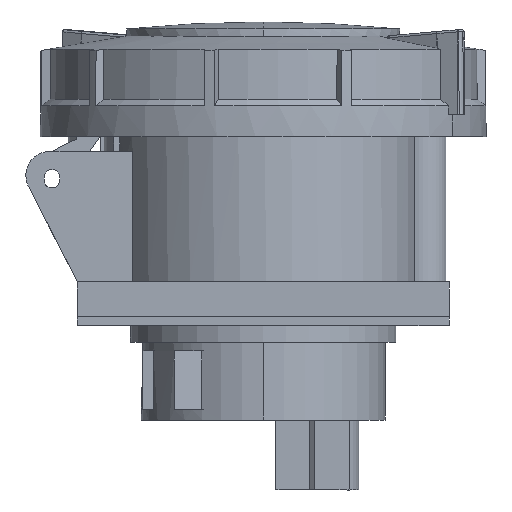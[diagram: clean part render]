
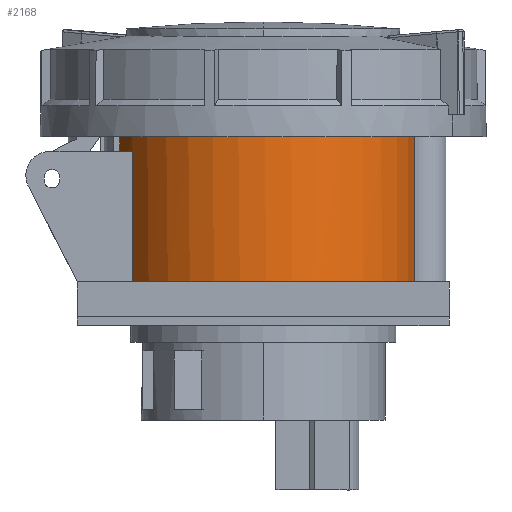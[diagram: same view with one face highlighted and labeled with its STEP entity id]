
A CAD part, left-side view. The second image highlights one B-rep face of the part: STEP entity #2168.
In plain terms, the highlighted cylindrical face has radius 35.1 mm (diameter 70.2 mm), a partial arc.
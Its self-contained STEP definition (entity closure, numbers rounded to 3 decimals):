
#961 = CARTESIAN_POINT ( 'NONE',  ( 0., 0., 33.7 ) ) ;
#999 = AXIS2_PLACEMENT_3D ( 'NONE', #7472, #18504, #1497 ) ;
#1129 = EDGE_CURVE ( 'NONE', #7502, #13070, #17364, .T. ) ;
#1294 = CYLINDRICAL_SURFACE ( 'NONE', #999, 35.1 ) ;
#1298 = CARTESIAN_POINT ( 'NONE',  ( 0., 0., 30.3 ) ) ;
#1497 = DIRECTION ( 'NONE',  ( 0., 1., 0. ) ) ;
#2147 = VERTEX_POINT ( 'NONE', #20357 ) ;
#2168 = ADVANCED_FACE ( 'NONE', ( #3033 ), #1294, .T. ) ;
#2190 = DIRECTION ( 'NONE',  ( 0., -1., 0. ) ) ;
#2215 = CIRCLE ( 'NONE', #11435, 35.1 ) ;
#2475 = EDGE_CURVE ( 'NONE', #13070, #13529, #17778, .T. ) ;
#3033 = FACE_OUTER_BOUND ( 'NONE', #17094, .T. ) ;
#3221 = CARTESIAN_POINT ( 'NONE',  ( -6.017, -34.58, 0. ) ) ;
#4063 = DIRECTION ( 'NONE',  ( 0., 0., -1. ) ) ;
#4411 = EDGE_CURVE ( 'NONE', #2147, #16557, #17837, .T. ) ;
#4508 = CARTESIAN_POINT ( 'NONE',  ( -12.6, 32.76, 33.7 ) ) ;
#5876 = ORIENTED_EDGE ( 'NONE', *, *, #6202, .F. ) ;
#6022 = CARTESIAN_POINT ( 'NONE',  ( -18.5, 29.829, 0.5 ) ) ;
#6202 = EDGE_CURVE ( 'NONE', #2147, #13529, #9785, .T. ) ;
#6393 = CARTESIAN_POINT ( 'NONE',  ( -12.6, 32.76, 32. ) ) ;
#7472 = CARTESIAN_POINT ( 'NONE',  ( 0., 0., 0. ) ) ;
#7502 = VERTEX_POINT ( 'NONE', #10635 ) ;
#8186 = DIRECTION ( 'NONE',  ( 0., -1., 0. ) ) ;
#8784 = DIRECTION ( 'NONE',  ( 0., 0., -1. ) ) ;
#8883 = AXIS2_PLACEMENT_3D ( 'NONE', #961, #8784, #2190 ) ;
#9257 = ORIENTED_EDGE ( 'NONE', *, *, #14516, .T. ) ;
#9585 = VERTEX_POINT ( 'NONE', #6022 ) ;
#9785 = LINE ( 'NONE', #6393, #14310 ) ;
#10383 = LINE ( 'NONE', #13482, #18776 ) ;
#10635 = CARTESIAN_POINT ( 'NONE',  ( -6.017, -34.58, 0.5 ) ) ;
#10949 = ORIENTED_EDGE ( 'NONE', *, *, #17831, .T. ) ;
#11435 = AXIS2_PLACEMENT_3D ( 'NONE', #12616, #12715, #8186 ) ;
#11440 = DIRECTION ( 'NONE',  ( 0., 0., 1. ) ) ;
#11888 = ORIENTED_EDGE ( 'NONE', *, *, #4411, .T. ) ;
#12325 = DIRECTION ( 'NONE',  ( 0., 0., 1. ) ) ;
#12616 = CARTESIAN_POINT ( 'NONE',  ( 0., 0., 0.5 ) ) ;
#12715 = DIRECTION ( 'NONE',  ( 0., 0., 1. ) ) ;
#12805 = VECTOR ( 'NONE', #19009, 1000. ) ;
#12959 = CARTESIAN_POINT ( 'NONE',  ( -18.5, 29.829, 30.3 ) ) ;
#13070 = VERTEX_POINT ( 'NONE', #15215 ) ;
#13482 = CARTESIAN_POINT ( 'NONE',  ( -18.5, 29.829, 30.131 ) ) ;
#13529 = VERTEX_POINT ( 'NONE', #4508 ) ;
#14310 = VECTOR ( 'NONE', #11440, 1000. ) ;
#14516 = EDGE_CURVE ( 'NONE', #9585, #7502, #2215, .T. ) ;
#14746 = ORIENTED_EDGE ( 'NONE', *, *, #1129, .T. ) ;
#15215 = CARTESIAN_POINT ( 'NONE',  ( -6.017, -34.58, 33.7 ) ) ;
#15867 = AXIS2_PLACEMENT_3D ( 'NONE', #1298, #12325, #18712 ) ;
#16557 = VERTEX_POINT ( 'NONE', #12959 ) ;
#17094 = EDGE_LOOP ( 'NONE', ( #9257, #14746, #19520, #5876, #11888, #10949 ) ) ;
#17364 = LINE ( 'NONE', #3221, #12805 ) ;
#17778 = CIRCLE ( 'NONE', #8883, 35.1 ) ;
#17831 = EDGE_CURVE ( 'NONE', #16557, #9585, #10383, .T. ) ;
#17837 = CIRCLE ( 'NONE', #15867, 35.1 ) ;
#18504 = DIRECTION ( 'NONE',  ( 0., 0., 1. ) ) ;
#18712 = DIRECTION ( 'NONE',  ( -1., 0., 0. ) ) ;
#18776 = VECTOR ( 'NONE', #4063, 1000. ) ;
#19009 = DIRECTION ( 'NONE',  ( 0., 0., 1. ) ) ;
#19520 = ORIENTED_EDGE ( 'NONE', *, *, #2475, .T. ) ;
#20357 = CARTESIAN_POINT ( 'NONE',  ( -12.6, 32.76, 30.3 ) ) ;
